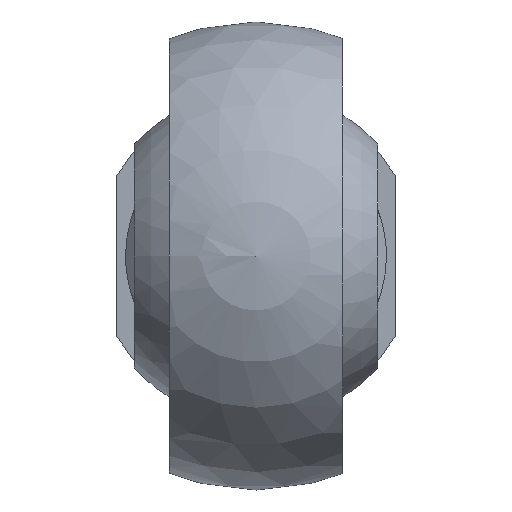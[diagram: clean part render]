
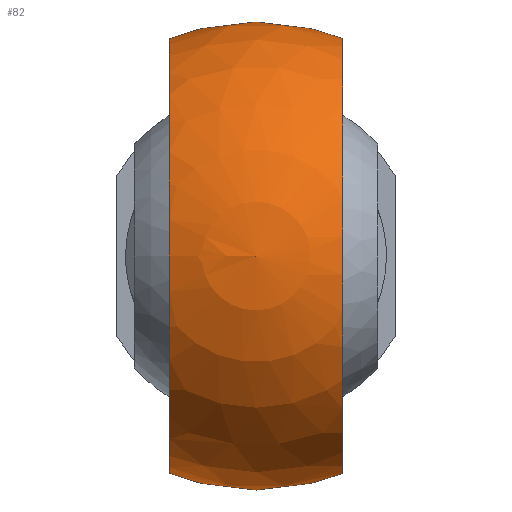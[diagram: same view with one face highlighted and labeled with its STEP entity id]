
A CAD part, left-side view. The second image highlights one B-rep face of the part: STEP entity #82.
In plain terms, the highlighted spherical face has radius 27 mm.
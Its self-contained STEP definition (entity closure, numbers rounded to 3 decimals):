
#82 = ADVANCED_FACE( '', ( #174, #175 ), #176, .T. );
#174 = FACE_BOUND( '', #269, .T. );
#175 = FACE_OUTER_BOUND( '', #270, .T. );
#176 = SPHERICAL_SURFACE( '', #271, 27. );
#269 = VERTEX_LOOP( '', #424 );
#270 = EDGE_LOOP( '', ( #425, #426, #427, #428 ) );
#271 = AXIS2_PLACEMENT_3D( '', #429, #430, #431 );
#424 = VERTEX_POINT( '', #536 );
#425 = ORIENTED_EDGE( '', *, *, #537, .F. );
#426 = ORIENTED_EDGE( '', *, *, #530, .T. );
#427 = ORIENTED_EDGE( '', *, *, #526, .F. );
#428 = ORIENTED_EDGE( '', *, *, #506, .T. );
#429 = CARTESIAN_POINT( '', ( 0., 0., 0. ) );
#430 = DIRECTION( '', ( 1., 0., 0. ) );
#431 = DIRECTION( '', ( 0., 1., 0. ) );
#506 = EDGE_CURVE( '', #590, #592, #594, .F. );
#526 = EDGE_CURVE( '', #590, #622, #623, .T. );
#530 = EDGE_CURVE( '', #626, #622, #628, .F. );
#536 = CARTESIAN_POINT( '', ( -27., 0., 0. ) );
#537 = EDGE_CURVE( '', #626, #592, #636, .T. );
#590 = VERTEX_POINT( '', #695 );
#592 = VERTEX_POINT( '', #702 );
#594 = CIRCLE( '', #709, 25.08 );
#622 = VERTEX_POINT( '', #740 );
#623 = CIRCLE( '', #741, 23.162 );
#626 = VERTEX_POINT( '', #749 );
#628 = CIRCLE( '', #756, 25.08 );
#636 = CIRCLE( '', #764, 23.162 );
#695 = CARTESIAN_POINT( '', ( 13.875, 10., 20.892 ) );
#702 = CARTESIAN_POINT( '', ( 13.875, 10., -20.892 ) );
#709 = AXIS2_PLACEMENT_3D( '', #815, #816, #817 );
#740 = CARTESIAN_POINT( '', ( 13.875, -10., 20.892 ) );
#741 = AXIS2_PLACEMENT_3D( '', #848, #849, #850 );
#749 = CARTESIAN_POINT( '', ( 13.875, -10., -20.892 ) );
#756 = AXIS2_PLACEMENT_3D( '', #851, #852, #853 );
#764 = AXIS2_PLACEMENT_3D( '', #860, #861, #862 );
#815 = CARTESIAN_POINT( '', ( 0., 10., 0. ) );
#816 = DIRECTION( '', ( 0., 1., 0. ) );
#817 = DIRECTION( '', ( 0., 0., 1. ) );
#848 = CARTESIAN_POINT( '', ( 13.875, 0., 0. ) );
#849 = DIRECTION( '', ( 1., 0., 0. ) );
#850 = DIRECTION( '', ( 0., 0., -1. ) );
#851 = CARTESIAN_POINT( '', ( 0., -10., 0. ) );
#852 = DIRECTION( '', ( 0., -1., 0. ) );
#853 = DIRECTION( '', ( 1., 0., 0. ) );
#860 = CARTESIAN_POINT( '', ( 13.875, 0., 0. ) );
#861 = DIRECTION( '', ( 1., 0., 0. ) );
#862 = DIRECTION( '', ( 0., 0., -1. ) );
